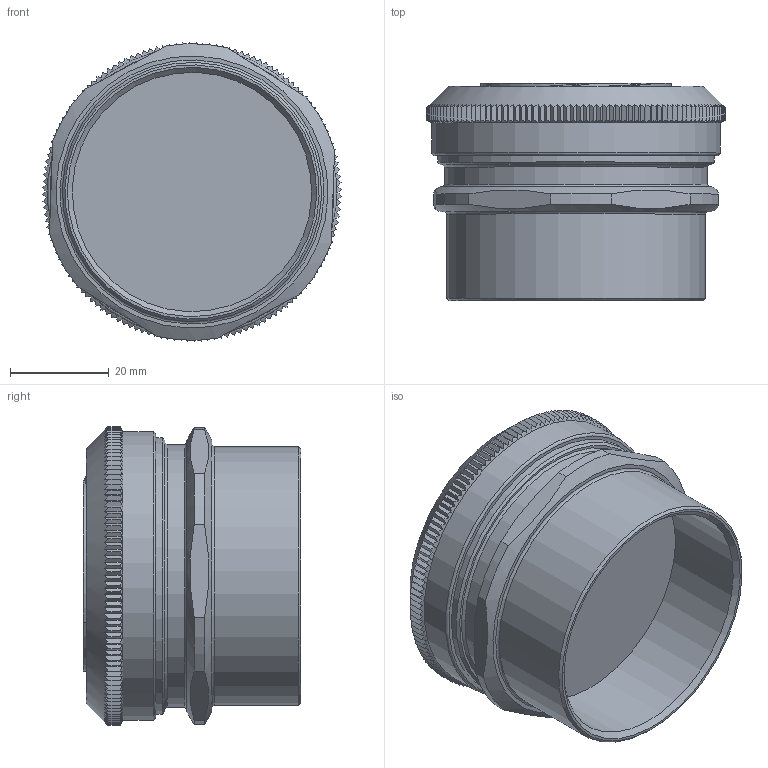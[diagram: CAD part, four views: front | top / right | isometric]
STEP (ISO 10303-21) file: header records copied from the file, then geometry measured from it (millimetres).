
FILE_DESCRIPTION(/* description */ ('','CAx-IF Rec.Pracs.---Representation and Presentation of Product Manufacturing Information (PMI)---4.0---2014-10-13'),/* implementation_level */ '2;1');
FILE_NAME(/* name */ 'ЗЭТАРУС МВВ-М50-МР40.stp',/* time_stamp */ '2022-08-22T08:26:46+07:00',/* author */ ('zeta-09'),/* organization */ (''),/* preprocessor_version */ 'ST-DEVELOPER v18.1',/* originating_system */ 'Autodesk Inventor 2021',/* authorisation */ '');
FILE_SCHEMA (('AP242_MANAGED_MODEL_BASED_3D_ENGINEERING_MIM_LF { 1 0 10303 442 1 1 4 }'));
Length unit declared in the file: millimetre
Products named in the file (1): Деталь5
Bounding box: 60.36 x 43.98 x 60.36 mm (x, y, z)
Volume: 70278.2 mm3; surface area: 20281.2 mm2
Topology: 1 solids, 3 shells, 329 faces, 947 edges, 630 vertices
Faces by surface type: plane 298, cylinder 16, cone 10, torus 3, bspline 2
Full cylindrical faces by diameter (mm): 36.9 x1, 48.4 x1, 48.5 x1, 52.4 x1, 53 x1, 56 x1, 58.5 x1
Entity records: 10714 total; most frequent: CARTESIAN_POINT 3300, ORIENTED_EDGE 1892, DIRECTION 1103, EDGE_CURVE 947, VERTEX_POINT 630, AXIS2_PLACEMENT_3D 397, EDGE_LOOP 337, FACE_OUTER_BOUND 329
